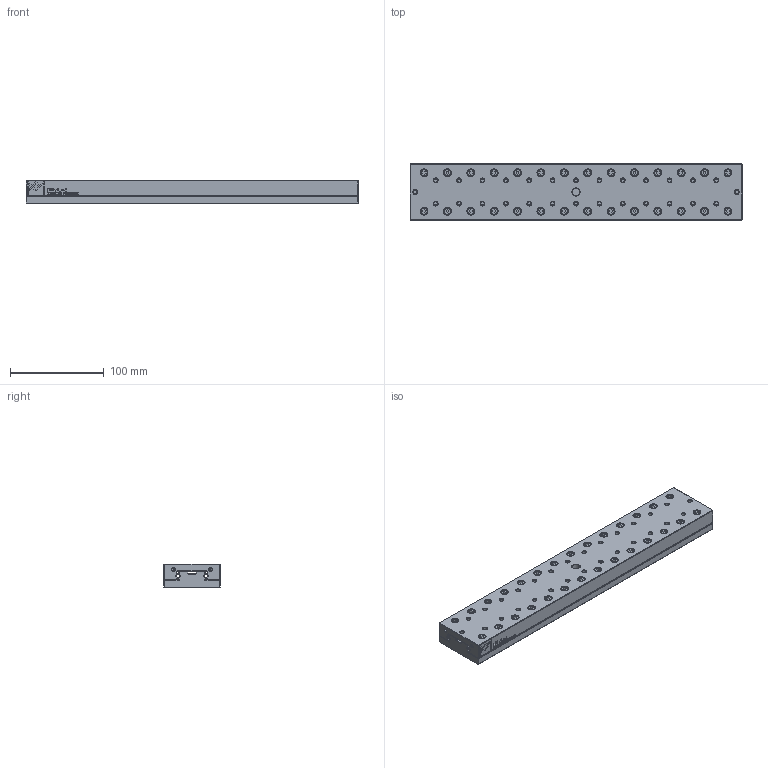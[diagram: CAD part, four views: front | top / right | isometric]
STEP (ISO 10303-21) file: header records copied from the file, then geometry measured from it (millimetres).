
FILE_DESCRIPTION(/* description */ (''),/* implementation_level */ '2;1');
FILE_NAME(/* name */ 'RTA-3350.stp',/* time_stamp */ '2024-09-11T09:52:27+02:00',/* author */ (''),/* organization */ (''),/* preprocessor_version */ 'ST-DEVELOPER v16.7',/* originating_system */ 'SIEMENS PLM Software NX 12.0',/* authorisation */ '');
FILE_SCHEMA (('AUTOMOTIVE_DESIGN { 1 0 10303 214 3 1 1 1 }'));
Length unit declared in the file: millimetre
Products named in the file (1): RTA-3350_stp
Bounding box: 355 x 60 x 25 mm (x, y, z)
Volume: 493473.9 mm3; surface area: 137739.2 mm2
Topology: 2 solids, 2 shells, 1726 faces, 4121 edges, 2671 vertices
Faces by surface type: plane 1164, cone 199, cylinder 183, bspline 180
Full cylindrical faces by diameter (mm): 3 x4, 4 x42, 4.3 x8, 4.8 x2, 7 x28, 7.32 x28, 7.8 x64, 8 x1
Entity records: 52136 total; most frequent: CARTESIAN_POINT 10527, ORIENTED_EDGE 7390, DIRECTION 6990, EDGE_CURVE 3695, LINE 2774, VECTOR 2774, VERTEX_POINT 2621, EDGE_LOOP 2444
